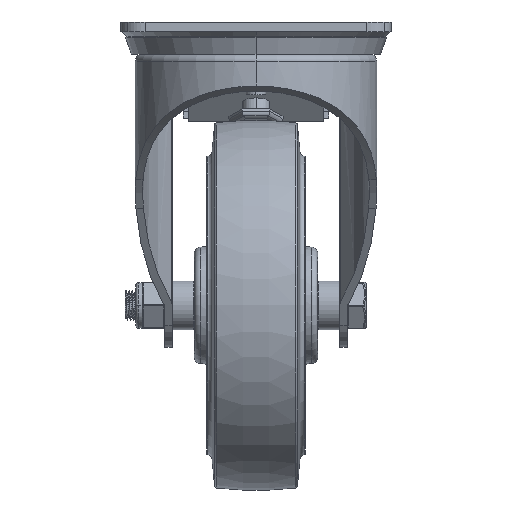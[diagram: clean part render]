
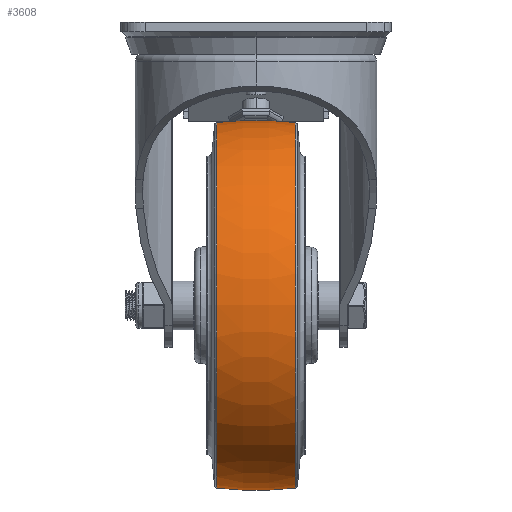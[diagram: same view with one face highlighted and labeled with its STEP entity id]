
A CAD part, left-side view. The second image highlights one B-rep face of the part: STEP entity #3608.
In plain terms, the highlighted toroidal (fillet/blend) face has major radius 65.781 mm and minor radius 140.781 mm.
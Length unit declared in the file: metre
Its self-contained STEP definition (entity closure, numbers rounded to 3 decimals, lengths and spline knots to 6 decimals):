
#3608=ADVANCED_FACE('',(#5293),#5294,.T.);
#5293=FACE_OUTER_BOUND('',#10074,.T.);
#5294=TOROIDAL_SURFACE('',#10075,-0.065781,0.140781);
#10074=EDGE_LOOP('',(#20616,#20617,#20618,#20619));
#10075=AXIS2_PLACEMENT_3D('',#20620,#20621,#20622);
#20616=ORIENTED_EDGE('',*,*,#28297,.T.);
#20617=ORIENTED_EDGE('',*,*,#28326,.F.);
#20618=ORIENTED_EDGE('',*,*,#28299,.T.);
#20619=ORIENTED_EDGE('',*,*,#28325,.T.);
#20620=CARTESIAN_POINT('',(0.0,0.0,0.0));
#20621=DIRECTION('',(0.0,1.0,0.0));
#20622=DIRECTION('',(0.0,0.0,1.0));
#28297=EDGE_CURVE('',#31742,#31737,#31743,.T.);
#28299=EDGE_CURVE('',#31739,#31744,#31746,.T.);
#28325=EDGE_CURVE('',#31744,#31742,#31787,.T.);
#28326=EDGE_CURVE('',#31739,#31737,#31788,.T.);
#31737=VERTEX_POINT('',#38072);
#31739=VERTEX_POINT('',#38074);
#31742=VERTEX_POINT('',#38077);
#31743=CIRCLE('',#38078,0.140781);
#31744=VERTEX_POINT('',#38079);
#31746=CIRCLE('',#38081,0.140781);
#31787=CIRCLE('',#38197,0.074094);
#31788=CIRCLE('',#38198,0.074094);
#38072=CARTESIAN_POINT('',(0.0,0.015942,0.074094));
#38074=CARTESIAN_POINT('',(0.,0.015942,-0.074094));
#38077=CARTESIAN_POINT('',(0.0,-0.015942,0.074094));
#38078=AXIS2_PLACEMENT_3D('',#47813,#47814,#47815);
#38079=CARTESIAN_POINT('',(0.,-0.015942,-0.074094));
#38081=AXIS2_PLACEMENT_3D('',#47819,#47820,#47821);
#38197=AXIS2_PLACEMENT_3D('',#47870,#47871,#47872);
#38198=AXIS2_PLACEMENT_3D('',#47873,#47874,#47875);
#47813=CARTESIAN_POINT('',(0.,0.0,-0.065781));
#47814=DIRECTION('',(-1.0,0.0,0.));
#47815=DIRECTION('',(0.,-0.0,1.0));
#47819=CARTESIAN_POINT('',(0.,0.0,0.065781));
#47820=DIRECTION('',(-1.0,0.0,0.));
#47821=DIRECTION('',(0.,0.0,-1.0));
#47870=CARTESIAN_POINT('',(0.0,-0.015942,0.0));
#47871=DIRECTION('',(0.0,1.0,0.0));
#47872=DIRECTION('',(0.0,0.0,1.0));
#47873=CARTESIAN_POINT('',(0.0,0.015942,0.0));
#47874=DIRECTION('',(0.0,1.0,0.0));
#47875=DIRECTION('',(0.0,0.0,1.0));
